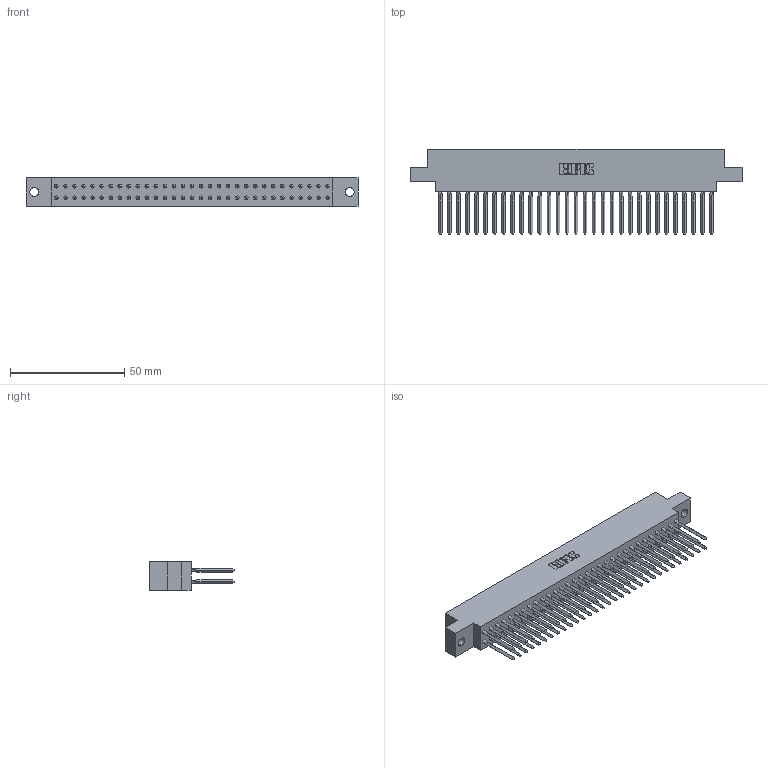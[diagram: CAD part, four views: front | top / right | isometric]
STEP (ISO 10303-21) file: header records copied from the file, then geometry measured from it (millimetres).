
FILE_DESCRIPTION (( 'STEP AP203' ), '1' );
FILE_NAME ('317-062-542-804.STEP', '2020-02-28T05:30:19', ( '' ), ( '' ), 'SwSTEP 2.0', 'SolidWorks 2016', '' );
FILE_SCHEMA (( 'CONFIG_CONTROL_DESIGN' ));
Length unit declared in the file: inch
Products named in the file (3): 317-062-542-804; 317-290-003_542; 317 Part_.156 Dia - TH
Assembly tree (63 placements, depth 2):
  317-062-542-804
    317 Part_.156 Dia - TH
    317-290-003_542  x62
Bounding box: 145.54 x 37.34 x 12.7 mm (x, y, z)
Volume: 23396.5 mm3; surface area: 31999.2 mm2
Topology: 63 solids, 63 shells, 3636 faces, 10195 edges, 6506 vertices
Faces by surface type: plane 2910, cylinder 478, bspline 248
Entity records: 45365 total; most frequent: CARTESIAN_POINT 8161, ORIENTED_EDGE 7824, DIRECTION 6600, EDGE_CURVE 3912, LINE 3742, VECTOR 3742, VERTEX_POINT 2602, AXIS2_PLACEMENT_3D 1429
